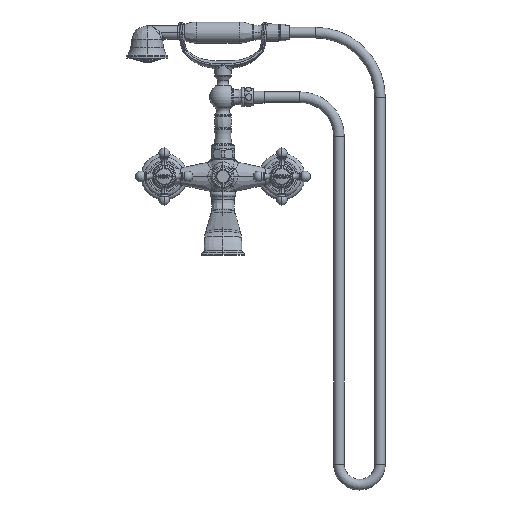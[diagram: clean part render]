
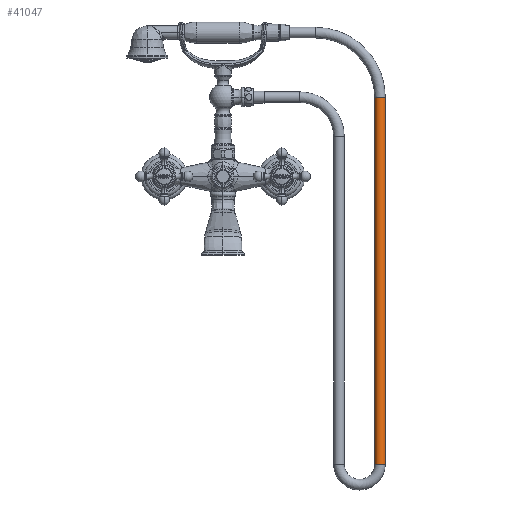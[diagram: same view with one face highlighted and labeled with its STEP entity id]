
A CAD part, top view. The second image highlights one B-rep face of the part: STEP entity #41047.
In plain terms, the highlighted cylindrical face has radius 6.858 mm (diameter 13.716 mm), a partial arc.
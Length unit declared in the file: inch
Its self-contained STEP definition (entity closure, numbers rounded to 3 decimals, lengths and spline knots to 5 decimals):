
#13924=DIRECTION('',(0.,-1.,0.));
#13925=VECTOR('',#13924,18.713);
#13926=CARTESIAN_POINT('',(7.73343,4.04827,0.));
#13927=LINE('',#13926,#13925);
#13928=CARTESIAN_POINT('',(8.00343,4.04827,0.));
#13929=DIRECTION('',(0.,-1.,0.));
#13930=DIRECTION('',(1.,0.,0.));
#13931=AXIS2_PLACEMENT_3D('',#13928,#13929,#13930);
#13933=DIRECTION('',(0.,-1.,0.));
#13934=VECTOR('',#13933,18.713);
#13935=CARTESIAN_POINT('',(8.27343,4.04827,0.));
#13936=LINE('',#13935,#13934);
#13937=CARTESIAN_POINT('',(8.00343,-14.66473,0.));
#13938=DIRECTION('',(0.,-1.,0.));
#13939=DIRECTION('',(1.,0.,0.));
#13940=AXIS2_PLACEMENT_3D('',#13937,#13938,#13939);
#16051=CARTESIAN_POINT('',(7.73343,4.04827,0.));
#16052=CARTESIAN_POINT('',(8.27343,4.04827,0.));
#16053=VERTEX_POINT('',#16051);
#16054=VERTEX_POINT('',#16052);
#16055=CARTESIAN_POINT('',(7.73343,-14.66473,0.));
#16056=VERTEX_POINT('',#16055);
#16057=CARTESIAN_POINT('',(8.27343,-14.66473,0.));
#16058=VERTEX_POINT('',#16057);
#41035=CARTESIAN_POINT('',(8.00343,4.04827,0.));
#41036=DIRECTION('',(0.,-1.,0.));
#41037=DIRECTION('',(-1.,0.,0.));
#41038=AXIS2_PLACEMENT_3D('',#41035,#41036,#41037);
#41039=CYLINDRICAL_SURFACE('',#41038,0.27);
#41040=ORIENTED_EDGE('',*,*,#41000,.F.);
#41041=ORIENTED_EDGE('',*,*,#41030,.T.);
#41043=ORIENTED_EDGE('',*,*,#41042,.T.);
#41044=ORIENTED_EDGE('',*,*,#41026,.F.);
#41045=EDGE_LOOP('',(#41040,#41041,#41043,#41044));
#41046=FACE_OUTER_BOUND('',#41045,.F.);
#41047=ADVANCED_FACE('',(#41046),#41039,.T.);
#13932=CIRCLE('',#13931,0.27);
#13941=CIRCLE('',#13940,0.27);
#41000=EDGE_CURVE('',#16054,#16053,#13932,.T.);
#41026=EDGE_CURVE('',#16053,#16056,#13927,.T.);
#41030=EDGE_CURVE('',#16054,#16058,#13936,.T.);
#41042=EDGE_CURVE('',#16058,#16056,#13941,.T.);
